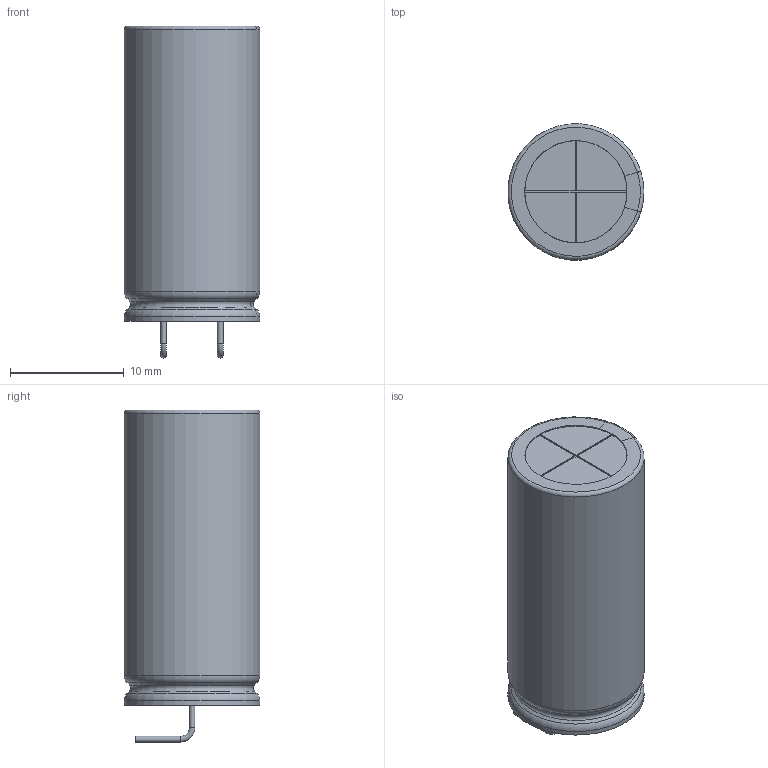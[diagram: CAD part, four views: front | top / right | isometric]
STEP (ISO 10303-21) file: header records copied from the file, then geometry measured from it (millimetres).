
FILE_DESCRIPTION(/* description */ (''),/* implementation_level */ '2;1');
FILE_NAME(/* name */ 'Condo v4.step',/* time_stamp */ '2020-02-26T16:54:57+01:00',/* author */ (''),/* organization */ (''),/* preprocessor_version */ 'ST-DEVELOPER v18',/* originating_system */ 'Autodesk Translation Framework v8.12.0.6',/* authorisation */ '');
FILE_SCHEMA (('AUTOMOTIVE_DESIGN { 1 0 10303 214 3 1 1 }'));
Length unit declared in the file: millimetre
Products named in the file (1): Condo
Bounding box: 11.98 x 11.98 x 29.25 mm (x, y, z)
Volume: 2915.6 mm3; surface area: 2859.8 mm2
Topology: 3 solids, 3 shells, 49 faces, 123 edges, 82 vertices
Faces by surface type: plane 24, cylinder 11, torus 10, cone 4
Full cylindrical faces by diameter (mm): 0.5 x4, 9 x1
Entity records: 1551 total; most frequent: DIRECTION 285, CARTESIAN_POINT 255, ORIENTED_EDGE 246, EDGE_CURVE 123, AXIS2_PLACEMENT_3D 112, VERTEX_POINT 82, CIRCLE 62, LINE 61
